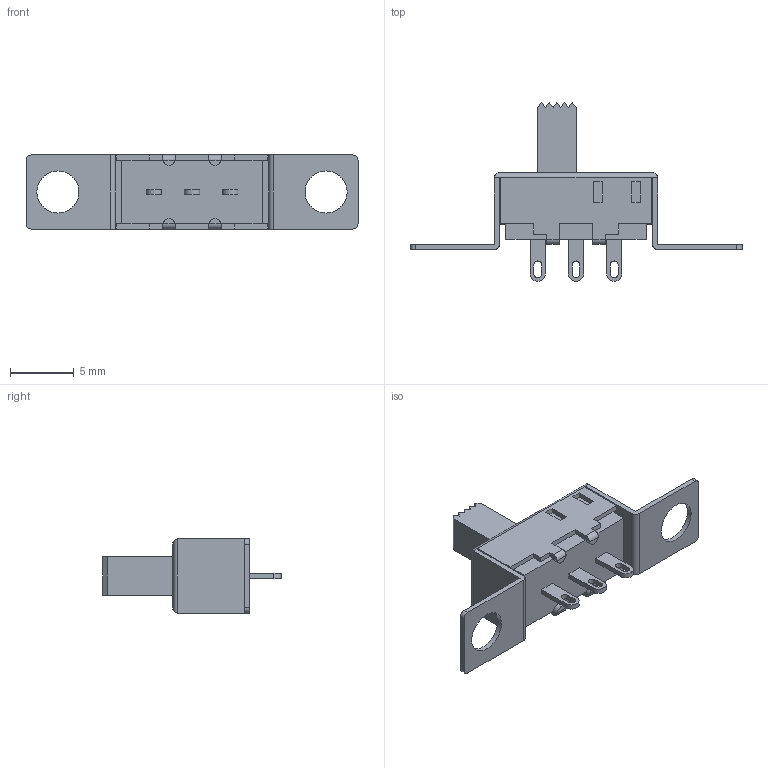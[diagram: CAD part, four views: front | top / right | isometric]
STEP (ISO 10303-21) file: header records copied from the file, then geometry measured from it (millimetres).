
FILE_DESCRIPTION(/* description */ (''),/* implementation_level */ '2;1');
FILE_NAME(/* name */ 'EG1205A.stp',/* time_stamp */ '2026-02-27T14:29:32-06:00',/* author */ ('mwilliams'),/* organization */ (''),/* preprocessor_version */ 'ST-DEVELOPER v18.1',/* originating_system */ 'Autodesk Inventor 2022',/* authorisation */ '');
FILE_SCHEMA (('AUTOMOTIVE_DESIGN { 1 0 10303 214 3 1 1 }'));
Length unit declared in the file: millimetre
Products named in the file (1): EG1205A
Bounding box: 26 x 14 x 5.8 mm (x, y, z)
Volume: 426.4 mm3; surface area: 721.4 mm2
Topology: 1 solids, 1 shells, 139 faces, 375 edges, 244 vertices
Faces by surface type: plane 110, cylinder 29
Full cylindrical faces by diameter (mm): 3.3 x2
Entity records: 4376 total; most frequent: CARTESIAN_POINT 783, ORIENTED_EDGE 750, DIRECTION 709, EDGE_CURVE 375, LINE 305, VECTOR 305, VERTEX_POINT 244, AXIS2_PLACEMENT_3D 202
